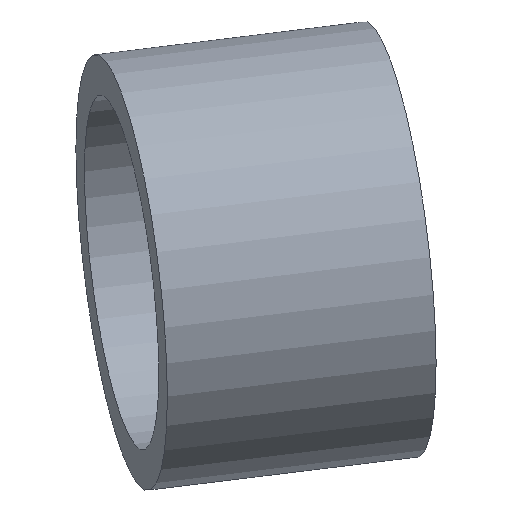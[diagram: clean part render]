
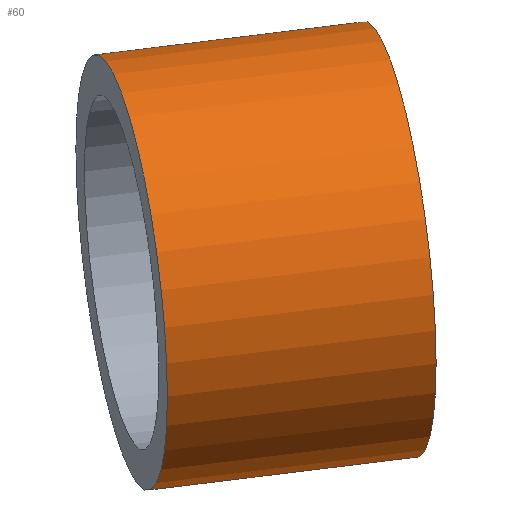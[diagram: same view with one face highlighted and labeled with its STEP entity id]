
A CAD part, isometric view. The second image highlights one B-rep face of the part: STEP entity #60.
In plain terms, the highlighted cylindrical face has radius 8 mm (diameter 16 mm), a full revolution.
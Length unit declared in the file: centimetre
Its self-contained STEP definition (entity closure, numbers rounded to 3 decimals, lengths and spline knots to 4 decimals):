
#22=FACE_BOUND('',#33,.T.);
#26=FACE_OUTER_BOUND('',#32,.T.);
#32=EDGE_LOOP('',(#52));
#33=EDGE_LOOP('',(#53));
#38=CIRCLE('',#68,0.8);
#39=CIRCLE('',#70,0.8);
#42=VERTEX_POINT('',#97);
#43=VERTEX_POINT('',#100);
#46=EDGE_CURVE('',#42,#42,#38,.T.);
#47=EDGE_CURVE('',#43,#43,#39,.T.);
#52=ORIENTED_EDGE('',*,*,#47,.F.);
#53=ORIENTED_EDGE('',*,*,#46,.F.);
#57=CYLINDRICAL_SURFACE('',#69,0.8);
#60=ADVANCED_FACE('',(#26,#22),#57,.T.);
#68=AXIS2_PLACEMENT_3D('',#98,#82,#83);
#69=AXIS2_PLACEMENT_3D('',#99,#84,#85);
#70=AXIS2_PLACEMENT_3D('',#101,#86,#87);
#82=DIRECTION('center_axis',(-0.839,0.545,0.));
#83=DIRECTION('ref_axis',(-0.545,-0.839,0.));
#84=DIRECTION('center_axis',(-0.839,0.545,0.));
#85=DIRECTION('ref_axis',(0.545,0.839,0.));
#86=DIRECTION('center_axis',(0.839,-0.545,0.));
#87=DIRECTION('ref_axis',(-0.545,-0.839,0.));
#97=CARTESIAN_POINT('',(-0.855,-0.3986,0.));
#98=CARTESIAN_POINT('Origin',(-0.4193,0.2723,0.));
#99=CARTESIAN_POINT('Origin',(-0.4613,0.2996,0.));
#100=CARTESIAN_POINT('',(-0.0164,-0.9433,0.));
#101=CARTESIAN_POINT('Origin',(0.4193,-0.2723,0.));
